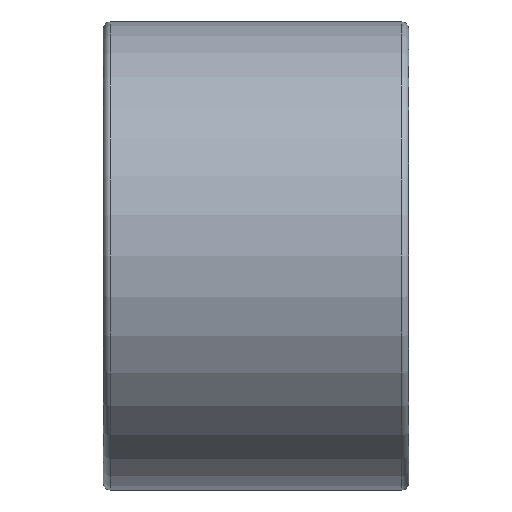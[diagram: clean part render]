
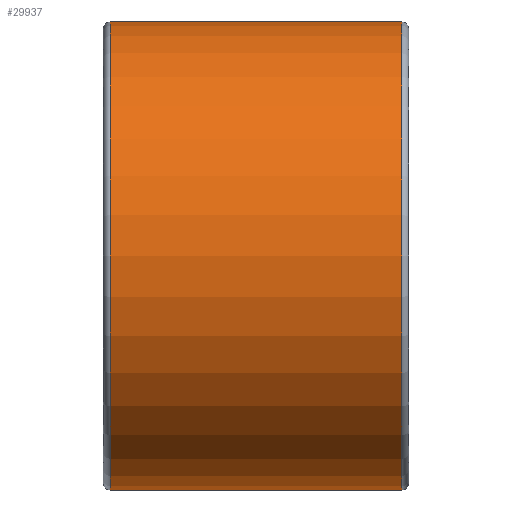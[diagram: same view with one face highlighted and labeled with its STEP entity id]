
A CAD part, front view. The second image highlights one B-rep face of the part: STEP entity #29937.
In plain terms, the highlighted cylindrical face has radius 67 mm (diameter 134 mm), a partial arc.
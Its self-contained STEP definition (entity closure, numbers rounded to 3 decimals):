
#709 = CARTESIAN_POINT ( 'NONE',  ( -41.7, 0., 0. ) ) ;
#714 = CIRCLE ( 'NONE', #18322, 67. ) ;
#3203 = CARTESIAN_POINT ( 'NONE',  ( 41.7, 0., -67. ) ) ;
#3831 = CARTESIAN_POINT ( 'NONE',  ( -39.045, 0., 0. ) ) ;
#4937 = VECTOR ( 'NONE', #29603, 1000. ) ;
#5374 = FACE_OUTER_BOUND ( 'NONE', #9425, .T. ) ;
#5690 = VERTEX_POINT ( 'NONE', #3203 ) ;
#6349 = EDGE_CURVE ( 'NONE', #30291, #29732, #29461, .T. ) ;
#6376 = CARTESIAN_POINT ( 'NONE',  ( 41.7, 0., 0. ) ) ;
#6789 = CARTESIAN_POINT ( 'NONE',  ( -39.045, 0., -67. ) ) ;
#7086 = ORIENTED_EDGE ( 'NONE', *, *, #10544, .F. ) ;
#8564 = DIRECTION ( 'NONE',  ( 0., 0., 1. ) ) ;
#8790 = DIRECTION ( 'NONE',  ( 0., 0., 1. ) ) ;
#9425 = EDGE_LOOP ( 'NONE', ( #7086, #19758, #29581, #28435 ) ) ;
#9867 = AXIS2_PLACEMENT_3D ( 'NONE', #6376, #30286, #8564 ) ;
#10105 = DIRECTION ( 'NONE',  ( -1., 0., 0. ) ) ;
#10139 = CARTESIAN_POINT ( 'NONE',  ( 41.7, 0., 67. ) ) ;
#10544 = EDGE_CURVE ( 'NONE', #5690, #27205, #25753, .T. ) ;
#13286 = VECTOR ( 'NONE', #18206, 1000. ) ;
#15048 = DIRECTION ( 'NONE',  ( 0., 0., 1. ) ) ;
#18206 = DIRECTION ( 'NONE',  ( -1., 0., 0. ) ) ;
#18322 = AXIS2_PLACEMENT_3D ( 'NONE', #709, #10105, #15048 ) ;
#19758 = ORIENTED_EDGE ( 'NONE', *, *, #21241, .T. ) ;
#20068 = CYLINDRICAL_SURFACE ( 'NONE', #22984, 67. ) ;
#20564 = CARTESIAN_POINT ( 'NONE',  ( -41.7, 0., -67. ) ) ;
#21241 = EDGE_CURVE ( 'NONE', #5690, #30291, #21845, .T. ) ;
#21677 = EDGE_CURVE ( 'NONE', #27205, #29732, #714, .T. ) ;
#21845 = CIRCLE ( 'NONE', #9867, 67. ) ;
#22984 = AXIS2_PLACEMENT_3D ( 'NONE', #3831, #28204, #8790 ) ;
#25273 = CARTESIAN_POINT ( 'NONE',  ( -41.7, 0., 67. ) ) ;
#25753 = LINE ( 'NONE', #6789, #13286 ) ;
#27205 = VERTEX_POINT ( 'NONE', #20564 ) ;
#28204 = DIRECTION ( 'NONE',  ( -1., 0., 0. ) ) ;
#28435 = ORIENTED_EDGE ( 'NONE', *, *, #21677, .F. ) ;
#29461 = LINE ( 'NONE', #29508, #4937 ) ;
#29508 = CARTESIAN_POINT ( 'NONE',  ( -39.045, 0., 67. ) ) ;
#29581 = ORIENTED_EDGE ( 'NONE', *, *, #6349, .T. ) ;
#29603 = DIRECTION ( 'NONE',  ( -1., 0., 0. ) ) ;
#29732 = VERTEX_POINT ( 'NONE', #25273 ) ;
#29937 = ADVANCED_FACE ( 'NONE', ( #5374 ), #20068, .T. ) ;
#30286 = DIRECTION ( 'NONE',  ( -1., 0., 0. ) ) ;
#30291 = VERTEX_POINT ( 'NONE', #10139 ) ;
